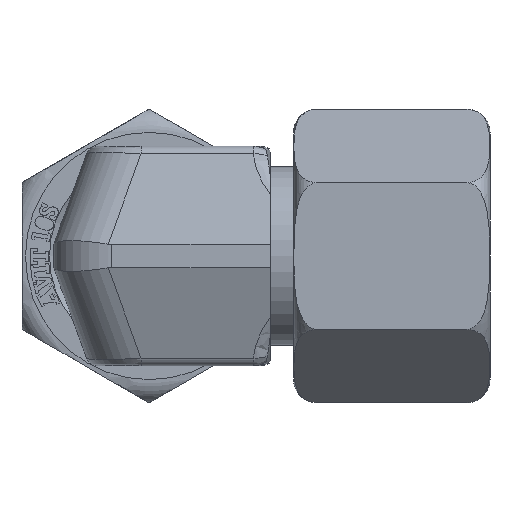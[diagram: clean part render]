
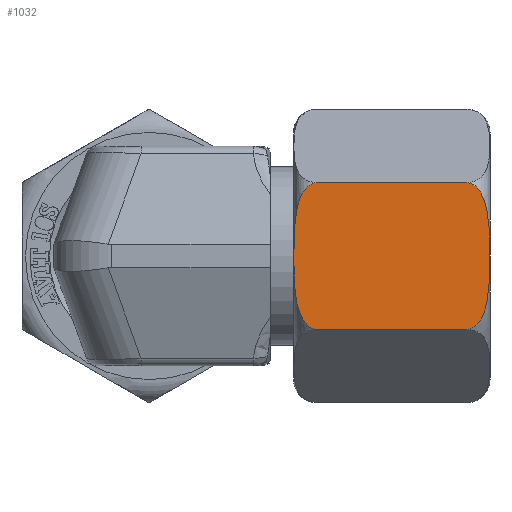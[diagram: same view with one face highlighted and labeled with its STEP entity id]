
A CAD part, left-side view. The second image highlights one B-rep face of the part: STEP entity #1032.
In plain terms, the highlighted planar face has unit normal (-1, 0, 0).
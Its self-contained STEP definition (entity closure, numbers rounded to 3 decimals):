
#280=FACE_OUTER_BOUND('',#2376,.T.);
#1032=ADVANCED_FACE('',(#280),#1664,.F.);
#1664=PLANE('',#11250);
#2376=EDGE_LOOP('',(#4293,#4294,#4295,#4296));
#3252=B_SPLINE_CURVE_WITH_KNOTS('',3,(#15092,#15093,#15094,#15095,#15096,
#15097,#15098,#15099,#15100,#15101,#15102,#15103,#15104,#15105),
 .UNSPECIFIED.,.F.,.F.,(4,2,2,2,2,2,4),(0.,0.125,0.25,0.5,0.75,0.875,1.),
 .UNSPECIFIED.);
#3258=B_SPLINE_CURVE_WITH_KNOTS('',3,(#15217,#15218,#15219,#15220,#15221,
#15222,#15223,#15224,#15225,#15226,#15227,#15228,#15229,#15230),
 .UNSPECIFIED.,.F.,.F.,(4,2,2,2,2,2,4),(0.,0.125,0.25,0.5,0.75,0.875,1.),
 .UNSPECIFIED.);
#4293=ORIENTED_EDGE('',*,*,#8656,.T.);
#4294=ORIENTED_EDGE('',*,*,#8641,.T.);
#4295=ORIENTED_EDGE('',*,*,#8658,.T.);
#4296=ORIENTED_EDGE('',*,*,#8666,.T.);
#7540=VERTEX_POINT('',#15091);
#7541=VERTEX_POINT('',#15106);
#7552=VERTEX_POINT('',#15162);
#7553=VERTEX_POINT('',#15166);
#8641=EDGE_CURVE('',#7541,#7540,#3252,.T.);
#8656=EDGE_CURVE('',#7552,#7541,#10120,.T.);
#8658=EDGE_CURVE('',#7540,#7553,#10121,.T.);
#8666=EDGE_CURVE('',#7553,#7552,#3258,.T.);
#10120=LINE('',#15161,#10648);
#10121=LINE('',#15165,#10649);
#10648=VECTOR('',#12012,1.);
#10649=VECTOR('',#12017,1.);
#11250=AXIS2_PLACEMENT_3D('',#15289,#12066,#12067);
#12012=DIRECTION('',(0.,-1.,0.));
#12017=DIRECTION('',(0.,1.,0.));
#12066=DIRECTION('',(1.,0.,0.));
#12067=DIRECTION('',(0.,0.,-1.));
#15091=CARTESIAN_POINT('',(-11.,-27.5,6.335));
#15092=CARTESIAN_POINT('',(-11.,-27.5,-6.335));
#15093=CARTESIAN_POINT('',(-11.,-28.099,-6.335));
#15094=CARTESIAN_POINT('',(-11.,-28.563,-5.795));
#15095=CARTESIAN_POINT('',(-11.,-29.085,-4.725));
#15096=CARTESIAN_POINT('',(-11.,-29.217,-4.135));
#15097=CARTESIAN_POINT('',(-11.,-29.476,-2.382));
#15098=CARTESIAN_POINT('',(-11.,-29.476,-1.2));
#15099=CARTESIAN_POINT('',(-11.,-29.477,1.164));
#15100=CARTESIAN_POINT('',(-11.,-29.477,2.362));
#15101=CARTESIAN_POINT('',(-11.,-29.219,4.13));
#15102=CARTESIAN_POINT('',(-11.,-29.088,4.719));
#15103=CARTESIAN_POINT('',(-11.,-28.561,5.799));
#15104=CARTESIAN_POINT('',(-11.,-28.097,6.335));
#15105=CARTESIAN_POINT('',(-11.,-27.5,6.335));
#15106=CARTESIAN_POINT('',(-11.,-27.5,-6.335));
#15161=CARTESIAN_POINT('',(-11.,-29.5,-6.335));
#15162=CARTESIAN_POINT('',(-11.,-14.5,-6.335));
#15165=CARTESIAN_POINT('',(-11.,-29.5,6.335));
#15166=CARTESIAN_POINT('',(-11.,-14.5,6.335));
#15217=CARTESIAN_POINT('',(-11.,-14.5,6.335));
#15218=CARTESIAN_POINT('',(-11.,-13.901,6.335));
#15219=CARTESIAN_POINT('',(-11.,-13.437,5.795));
#15220=CARTESIAN_POINT('',(-11.,-12.915,4.725));
#15221=CARTESIAN_POINT('',(-11.,-12.783,4.135));
#15222=CARTESIAN_POINT('',(-11.,-12.524,2.382));
#15223=CARTESIAN_POINT('',(-11.,-12.524,1.2));
#15224=CARTESIAN_POINT('',(-11.,-12.523,-1.164));
#15225=CARTESIAN_POINT('',(-11.,-12.523,-2.362));
#15226=CARTESIAN_POINT('',(-11.,-12.781,-4.13));
#15227=CARTESIAN_POINT('',(-11.,-12.912,-4.719));
#15228=CARTESIAN_POINT('',(-11.,-13.439,-5.799));
#15229=CARTESIAN_POINT('',(-11.,-13.903,-6.335));
#15230=CARTESIAN_POINT('',(-11.,-14.5,-6.335));
#15289=CARTESIAN_POINT('',(-11.,-4.5,-6.351));
